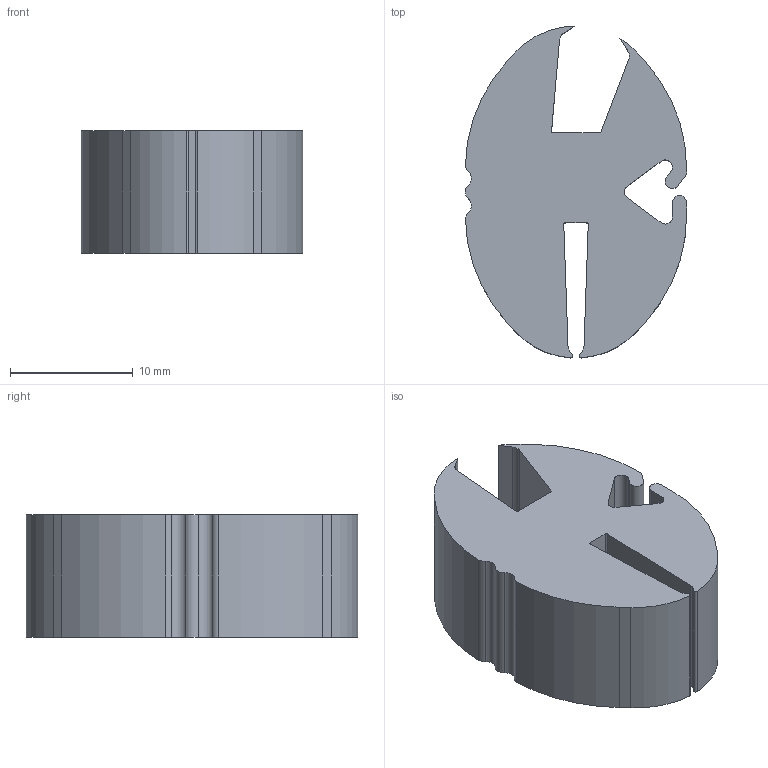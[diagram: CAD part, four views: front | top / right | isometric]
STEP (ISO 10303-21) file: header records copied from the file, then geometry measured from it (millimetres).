
FILE_DESCRIPTION (( 'STEP AP214' ), '1' );
FILE_NAME ('437029_Industrilas.step', '2025-09-03T12:24:38', ( '' ), ( '' ), 'SwSTEP 2.0', 'SolidWorks 2010', '' );
FILE_SCHEMA (( 'AUTOMOTIVE_DESIGN' ));
Length unit declared in the file: millimetre
Products named in the file (1): 437029_Industrilas
Bounding box: 18 x 26.99 x 10 mm (x, y, z)
Volume: 3160.2 mm3; surface area: 1919.9 mm2
Topology: 1 solids, 1 shells, 51 faces, 147 edges, 98 vertices
Faces by surface type: cylinder 28, plane 23
Entity records: 1731 total; most frequent: DIRECTION 307, CARTESIAN_POINT 297, ORIENTED_EDGE 294, EDGE_CURVE 147, AXIS2_PLACEMENT_3D 108, VERTEX_POINT 98, VECTOR 91, LINE 91
